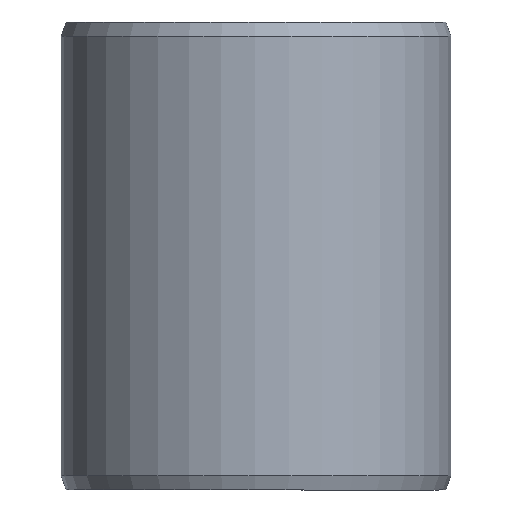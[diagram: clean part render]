
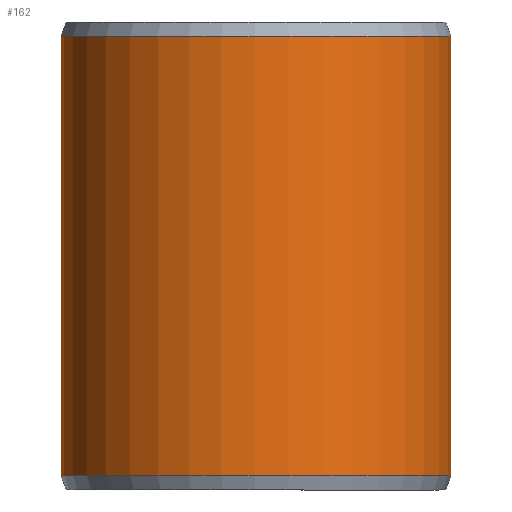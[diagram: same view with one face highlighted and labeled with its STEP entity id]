
A CAD part, front view. The second image highlights one B-rep face of the part: STEP entity #162.
In plain terms, the highlighted cylindrical face has radius 25 mm (diameter 50 mm), a partial arc.
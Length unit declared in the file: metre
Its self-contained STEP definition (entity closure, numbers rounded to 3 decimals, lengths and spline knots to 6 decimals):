
#162=ADVANCED_FACE('',(#185,#186),#187,.T.);
#185=FACE_OUTER_BOUND('',#211,.T.);
#186=FACE_BOUND('',#212,.T.);
#187=CYLINDRICAL_SURFACE('',#213,0.025);
#211=EDGE_LOOP('',(#289,#290,#291,#292));
#212=EDGE_LOOP('',(#293));
#213=AXIS2_PLACEMENT_3D('',#294,#295,#296);
#289=ORIENTED_EDGE('',*,*,#314,.T.);
#290=ORIENTED_EDGE('',*,*,#323,.F.);
#291=ORIENTED_EDGE('',*,*,#309,.F.);
#292=ORIENTED_EDGE('',*,*,#324,.T.);
#293=ORIENTED_EDGE('',*,*,#327,.T.);
#294=CARTESIAN_POINT('',(0.,0.,0.0));
#295=DIRECTION('',(0.,0.0,-1.0));
#296=DIRECTION('',(-1.0,0.0,0.));
#309=EDGE_CURVE('',#341,#342,#343,.T.);
#314=EDGE_CURVE('',#351,#349,#352,.T.);
#323=EDGE_CURVE('',#342,#349,#365,.T.);
#324=EDGE_CURVE('',#341,#351,#366,.T.);
#327=EDGE_CURVE('',#370,#370,#371,.T.);
#341=VERTEX_POINT('',#389);
#342=VERTEX_POINT('',#390);
#343=CIRCLE('',#391,0.025);
#349=VERTEX_POINT('',#399);
#351=VERTEX_POINT('',#402);
#352=CIRCLE('',#403,0.025);
#365=LINE('',#422,#423);
#366=LINE('',#424,#425);
#370=VERTEX_POINT('',#495);
#371=B_SPLINE_CURVE_WITH_KNOTS('',3,(#496,#497,#498,#499,#500,#501,#502,#503,#504,#505,#506,#507,#508,#509,#510,#511,#512,#513,#514,#515,#516,#517,#518,#519,#520,#521,#522,#523,#524,#525,#526,#527,#528,#529,#530,#531,#532,#533,#534,#535,#536,#537,#538,#539,#540,#541,#542,#543,#544,#545,#546,#547,#548,#549,#550,#551,#552,#553,#554,#555,#556,#557,#558,#559,#560,#561),.UNSPECIFIED.,.T.,.F.,(2,2,2,2,2,2,2,2,2,2,2,2,2,2,2,2,2,2,2,2,2,2,2,2,2,2,2,2,2,2,2,2,2,2,2),(-0.000783,0.0,0.000783,0.001566,0.002348,0.003131,0.003914,0.004697,0.005479,0.006262,0.007045,0.007828,0.008611,0.009393,0.010176,0.010959,0.011742,0.012524,0.013307,0.01409,0.014873,0.015655,0.016438,0.017221,0.018004,0.018787,0.019569,0.020352,0.021135,0.021918,0.0227,0.023483,0.024266,0.025049,0.025832),.UNSPECIFIED.);
#389=CARTESIAN_POINT('',(0.000436,0.024996,0.0018));
#390=CARTESIAN_POINT('',(0.,0.025,0.0018));
#391=AXIS2_PLACEMENT_3D('',#575,#576,#577);
#399=CARTESIAN_POINT('',(0.,0.025,0.0582));
#402=CARTESIAN_POINT('',(0.000436,0.024996,0.0582));
#403=AXIS2_PLACEMENT_3D('',#584,#585,#586);
#422=CARTESIAN_POINT('',(0.,0.025,0.0018));
#423=VECTOR('',#599,1.0);
#424=CARTESIAN_POINT('',(0.000436,0.024996,0.0018));
#425=VECTOR('',#600,1.0);
#495=CARTESIAN_POINT('',(0.019093,-0.016139,0.03));
#496=CARTESIAN_POINT('',(0.019093,-0.016139,0.029735));
#497=CARTESIAN_POINT('',(0.019093,-0.016139,0.030265));
#498=CARTESIAN_POINT('',(0.01911,-0.016119,0.030525));
#499=CARTESIAN_POINT('',(0.019176,-0.01604,0.031037));
#500=CARTESIAN_POINT('',(0.019226,-0.01598,0.031291));
#501=CARTESIAN_POINT('',(0.019356,-0.015823,0.031775));
#502=CARTESIAN_POINT('',(0.019434,-0.015727,0.032005));
#503=CARTESIAN_POINT('',(0.019617,-0.015498,0.032439));
#504=CARTESIAN_POINT('',(0.019722,-0.015365,0.032645));
#505=CARTESIAN_POINT('',(0.019948,-0.01507,0.033013));
#506=CARTESIAN_POINT('',(0.020069,-0.014909,0.033178));
#507=CARTESIAN_POINT('',(0.020328,-0.014554,0.033471));
#508=CARTESIAN_POINT('',(0.020463,-0.014364,0.033595));
#509=CARTESIAN_POINT('',(0.020736,-0.013967,0.033794));
#510=CARTESIAN_POINT('',(0.020876,-0.013757,0.033871));
#511=CARTESIAN_POINT('',(0.021156,-0.013322,0.033974));
#512=CARTESIAN_POINT('',(0.021293,-0.013102,0.034));
#513=CARTESIAN_POINT('',(0.021563,-0.012654,0.034));
#514=CARTESIAN_POINT('',(0.021696,-0.012424,0.033974));
#515=CARTESIAN_POINT('',(0.021946,-0.011976,0.033872));
#516=CARTESIAN_POINT('',(0.022065,-0.011756,0.033796));
#517=CARTESIAN_POINT('',(0.022289,-0.011325,0.033596));
#518=CARTESIAN_POINT('',(0.022394,-0.011116,0.03347));
#519=CARTESIAN_POINT('',(0.022584,-0.010725,0.033181));
#520=CARTESIAN_POINT('',(0.02267,-0.01054,0.033016));
#521=CARTESIAN_POINT('',(0.022826,-0.010199,0.032643));
#522=CARTESIAN_POINT('',(0.022893,-0.010047,0.032442));
#523=CARTESIAN_POINT('',(0.023009,-0.009778,0.032009));
#524=CARTESIAN_POINT('',(0.023058,-0.009661,0.031775));
#525=CARTESIAN_POINT('',(0.023136,-0.009474,0.031291));
#526=CARTESIAN_POINT('',(0.023164,-0.009403,0.031042));
#527=CARTESIAN_POINT('',(0.023203,-0.009306,0.030528));
#528=CARTESIAN_POINT('',(0.023213,-0.009281,0.030263));
#529=CARTESIAN_POINT('',(0.023213,-0.009281,0.02974));
#530=CARTESIAN_POINT('',(0.023204,-0.009305,0.02948));
#531=CARTESIAN_POINT('',(0.023165,-0.009401,0.028963));
#532=CARTESIAN_POINT('',(0.023136,-0.009473,0.028711));
#533=CARTESIAN_POINT('',(0.023059,-0.009659,0.02823));
#534=CARTESIAN_POINT('',(0.02301,-0.009775,0.027996));
#535=CARTESIAN_POINT('',(0.022893,-0.010045,0.02756));
#536=CARTESIAN_POINT('',(0.022826,-0.010198,0.027359));
#537=CARTESIAN_POINT('',(0.022673,-0.010535,0.02699));
#538=CARTESIAN_POINT('',(0.022585,-0.010722,0.026821));
#539=CARTESIAN_POINT('',(0.022395,-0.011114,0.026531));
#540=CARTESIAN_POINT('',(0.022292,-0.01132,0.026407));
#541=CARTESIAN_POINT('',(0.022068,-0.01175,0.026206));
#542=CARTESIAN_POINT('',(0.021947,-0.011974,0.026129));
#543=CARTESIAN_POINT('',(0.021698,-0.012421,0.026027));
#544=CARTESIAN_POINT('',(0.021567,-0.012647,0.026));
#545=CARTESIAN_POINT('',(0.021295,-0.0131,0.026));
#546=CARTESIAN_POINT('',(0.021157,-0.013321,0.026026));
#547=CARTESIAN_POINT('',(0.02088,-0.013751,0.026127));
#548=CARTESIAN_POINT('',(0.020738,-0.013963,0.026204));
#549=CARTESIAN_POINT('',(0.020464,-0.014363,0.026404));
#550=CARTESIAN_POINT('',(0.02033,-0.014551,0.026527));
#551=CARTESIAN_POINT('',(0.020073,-0.014904,0.026817));
#552=CARTESIAN_POINT('',(0.019949,-0.015069,0.026985));
#553=CARTESIAN_POINT('',(0.019723,-0.015363,0.027353));
#554=CARTESIAN_POINT('',(0.01962,-0.015494,0.027554));
#555=CARTESIAN_POINT('',(0.019435,-0.015725,0.027992));
#556=CARTESIAN_POINT('',(0.019356,-0.015822,0.028223));
#557=CARTESIAN_POINT('',(0.019228,-0.015978,0.028704));
#558=CARTESIAN_POINT('',(0.019177,-0.016038,0.028957));
#559=CARTESIAN_POINT('',(0.01911,-0.016119,0.029474));
#560=CARTESIAN_POINT('',(0.019093,-0.016139,0.029735));
#561=CARTESIAN_POINT('',(0.019093,-0.016139,0.030265));
#575=CARTESIAN_POINT('',(0.,0.,0.0018));
#576=DIRECTION('',(0.,0.0,-1.0));
#577=DIRECTION('',(-1.0,0.0,0.));
#584=CARTESIAN_POINT('',(0.,0.,0.0582));
#585=DIRECTION('',(0.,0.0,-1.0));
#586=DIRECTION('',(-1.0,0.0,0.));
#599=DIRECTION('',(0.,0.0,1.0));
#600=DIRECTION('',(0.,0.,1.0));
